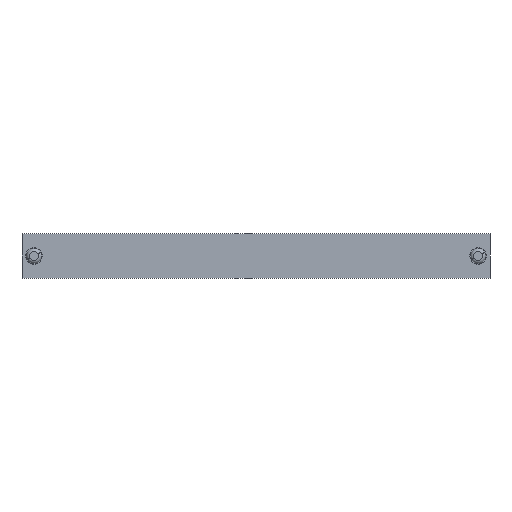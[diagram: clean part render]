
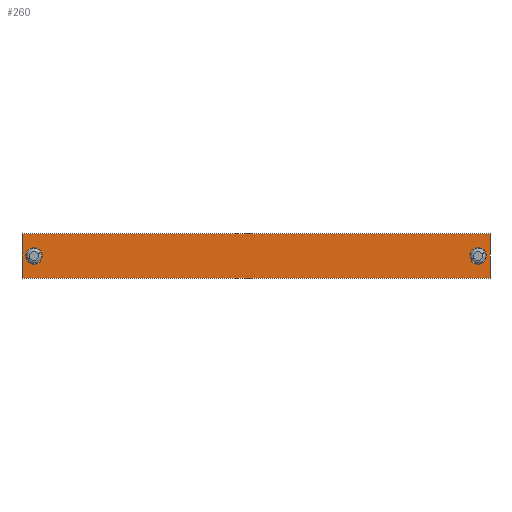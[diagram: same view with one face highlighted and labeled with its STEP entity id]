
A CAD part, left-side view. The second image highlights one B-rep face of the part: STEP entity #260.
In plain terms, the highlighted face is planar.
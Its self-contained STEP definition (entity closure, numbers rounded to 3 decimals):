
#216=AXIS2_PLACEMENT_3D('Plane Axis2P3D',#213,#214,#215) ;
#226=AXIS2_PLACEMENT_3D('Circle Axis2P3D',#224,#225,$) ;
#235=AXIS2_PLACEMENT_3D('Circle Axis2P3D',#233,#234,$) ;
#244=AXIS2_PLACEMENT_3D('Circle Axis2P3D',#242,#243,$) ;
#253=AXIS2_PLACEMENT_3D('Circle Axis2P3D',#251,#252,$) ;
#46=CARTESIAN_POINT('Line Origine',(0.,0.,0.)) ;
#50=CARTESIAN_POINT('Vertex',(-186.,0.,0.)) ;
#52=CARTESIAN_POINT('Vertex',(186.,0.,0.)) ;
#99=CARTESIAN_POINT('Vertex',(-186.,0.,35.)) ;
#102=CARTESIAN_POINT('Line Origine',(0.,0.,35.)) ;
#106=CARTESIAN_POINT('Vertex',(186.,0.,35.)) ;
#131=CARTESIAN_POINT('Line Origine',(-186.,0.,17.5)) ;
#148=CARTESIAN_POINT('Line Origine',(186.,0.,17.5)) ;
#213=CARTESIAN_POINT('Axis2P3D Location',(0.,0.,0.)) ;
#224=CARTESIAN_POINT('Axis2P3D Location',(176.5,0.,17.5)) ;
#228=CARTESIAN_POINT('Vertex',(173.384,0.,11.796)) ;
#230=CARTESIAN_POINT('Vertex',(179.616,0.,23.204)) ;
#233=CARTESIAN_POINT('Axis2P3D Location',(176.5,0.,17.5)) ;
#242=CARTESIAN_POINT('Axis2P3D Location',(-176.5,0.,17.5)) ;
#246=CARTESIAN_POINT('Vertex',(-179.616,0.,23.204)) ;
#248=CARTESIAN_POINT('Vertex',(-173.384,0.,11.796)) ;
#251=CARTESIAN_POINT('Axis2P3D Location',(-176.5,0.,17.5)) ;
#47=DIRECTION('Vector Direction',(1.,0.,0.)) ;
#103=DIRECTION('Vector Direction',(1.,0.,0.)) ;
#132=DIRECTION('Vector Direction',(0.,0.,1.)) ;
#149=DIRECTION('Vector Direction',(0.,0.,1.)) ;
#214=DIRECTION('Axis2P3D Direction',(0.,1.,0.)) ;
#215=DIRECTION('Axis2P3D XDirection',(0.,0.,1.)) ;
#225=DIRECTION('Axis2P3D Direction',(0.,1.,0.)) ;
#234=DIRECTION('Axis2P3D Direction',(0.,1.,0.)) ;
#243=DIRECTION('Axis2P3D Direction',(0.,1.,0.)) ;
#252=DIRECTION('Axis2P3D Direction',(0.,1.,0.)) ;
#48=VECTOR('Line Direction',#47,1.) ;
#104=VECTOR('Line Direction',#103,1.) ;
#133=VECTOR('Line Direction',#132,1.) ;
#150=VECTOR('Line Direction',#149,1.) ;
#219=ORIENTED_EDGE('',*,*,#108,.F.) ;
#220=ORIENTED_EDGE('',*,*,#135,.T.) ;
#221=ORIENTED_EDGE('',*,*,#54,.T.) ;
#222=ORIENTED_EDGE('',*,*,#152,.F.) ;
#239=ORIENTED_EDGE('',*,*,#232,.T.) ;
#240=ORIENTED_EDGE('',*,*,#237,.T.) ;
#257=ORIENTED_EDGE('',*,*,#250,.T.) ;
#258=ORIENTED_EDGE('',*,*,#255,.T.) ;
#241=FACE_BOUND('',#238,.T.) ;
#259=FACE_BOUND('',#256,.T.) ;
#260=ADVANCED_FACE('Hauptkoerper nicht benutzen',(#223,#241,#259),#217,.F.) ;
#227=CIRCLE('generated circle',#226,6.5) ;
#236=CIRCLE('generated circle',#235,6.5) ;
#245=CIRCLE('generated circle',#244,6.5) ;
#254=CIRCLE('generated circle',#253,6.5) ;
#54=EDGE_CURVE('',#51,#53,#49,.T.) ;
#108=EDGE_CURVE('',#100,#107,#105,.T.) ;
#135=EDGE_CURVE('',#100,#51,#134,.F.) ;
#152=EDGE_CURVE('',#107,#53,#151,.F.) ;
#232=EDGE_CURVE('',#229,#231,#227,.T.) ;
#237=EDGE_CURVE('',#231,#229,#236,.T.) ;
#250=EDGE_CURVE('',#247,#249,#245,.T.) ;
#255=EDGE_CURVE('',#249,#247,#254,.T.) ;
#218=EDGE_LOOP('',(#219,#220,#221,#222)) ;
#238=EDGE_LOOP('',(#239,#240)) ;
#256=EDGE_LOOP('',(#257,#258)) ;
#223=FACE_OUTER_BOUND('',#218,.T.) ;
#49=LINE('Line',#46,#48) ;
#105=LINE('Line',#102,#104) ;
#134=LINE('Line',#131,#133) ;
#151=LINE('Line',#148,#150) ;
#217=PLANE('Plane',#216) ;
#51=VERTEX_POINT('',#50) ;
#53=VERTEX_POINT('',#52) ;
#100=VERTEX_POINT('',#99) ;
#107=VERTEX_POINT('',#106) ;
#229=VERTEX_POINT('',#228) ;
#231=VERTEX_POINT('',#230) ;
#247=VERTEX_POINT('',#246) ;
#249=VERTEX_POINT('',#248) ;
